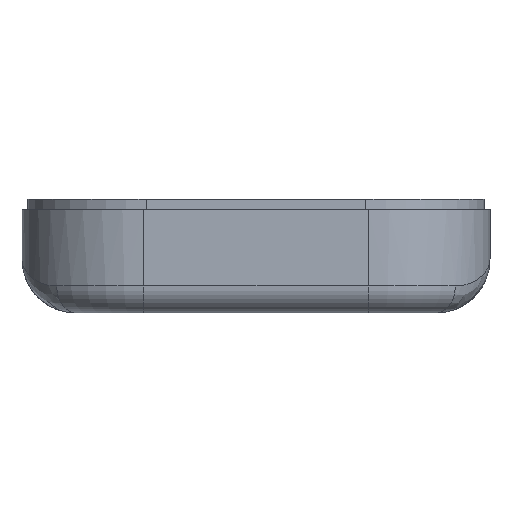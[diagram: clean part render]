
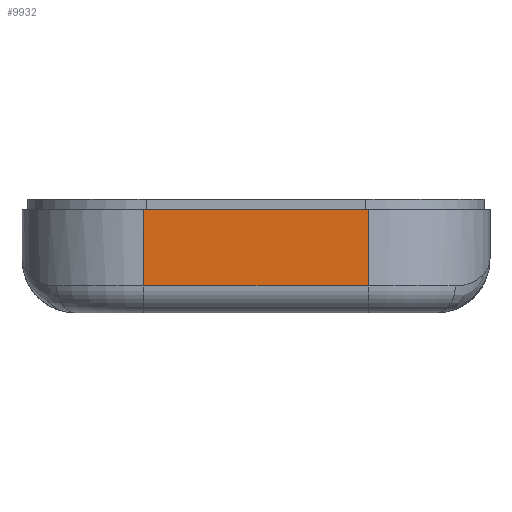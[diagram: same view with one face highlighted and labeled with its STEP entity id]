
A CAD part, left-side view. The second image highlights one B-rep face of the part: STEP entity #9932.
In plain terms, the highlighted planar face has unit normal (-1, 0, 0).
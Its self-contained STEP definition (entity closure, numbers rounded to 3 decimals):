
#621=PLANE('',#10920);
#1140=FACE_OUTER_BOUND('',#1733,.T.);
#1733=EDGE_LOOP('',(#9186,#9187,#9188,#9189));
#2886=LINE('',#18145,#3669);
#3018=LINE('',#20460,#3801);
#3019=LINE('',#20639,#3802);
#3020=LINE('',#20641,#3803);
#3669=VECTOR('',#13169,10.);
#3801=VECTOR('',#13655,10.);
#3802=VECTOR('',#13672,10.);
#3803=VECTOR('',#13675,10.);
#4643=VERTEX_POINT('',#18142);
#4644=VERTEX_POINT('',#18144);
#4773=VERTEX_POINT('',#20457);
#4774=VERTEX_POINT('',#20459);
#5999=EDGE_CURVE('',#4644,#4643,#2886,.T.);
#6245=EDGE_CURVE('',#4773,#4774,#3018,.T.);
#6253=EDGE_CURVE('',#4643,#4774,#3019,.T.);
#6254=EDGE_CURVE('',#4644,#4773,#3020,.T.);
#9186=ORIENTED_EDGE('',*,*,#5999,.T.);
#9187=ORIENTED_EDGE('',*,*,#6253,.T.);
#9188=ORIENTED_EDGE('',*,*,#6245,.F.);
#9189=ORIENTED_EDGE('',*,*,#6254,.F.);
#9932=ADVANCED_FACE('',(#1140),#621,.T.);
#10920=AXIS2_PLACEMENT_3D('',#20640,#13673,#13674);
#13169=DIRECTION('',(0.,1.,0.));
#13655=DIRECTION('',(0.,1.,0.));
#13672=DIRECTION('',(0.,0.,-1.));
#13673=DIRECTION('center_axis',(-1.,0.,0.));
#13674=DIRECTION('ref_axis',(0.,1.,0.));
#13675=DIRECTION('',(0.,0.,-1.));
#18142=CARTESIAN_POINT('',(-121.26,-73.786,20.06));
#18144=CARTESIAN_POINT('',(-121.26,-115.436,20.06));
#18145=CARTESIAN_POINT('',(-121.26,-105.023,20.06));
#20457=CARTESIAN_POINT('',(-121.26,-115.436,5.971));
#20459=CARTESIAN_POINT('',(-121.26,-73.786,5.971));
#20460=CARTESIAN_POINT('',(-121.26,-105.218,5.971));
#20639=CARTESIAN_POINT('',(-121.26,-73.786,22.56));
#20640=CARTESIAN_POINT('Origin',(-121.26,-115.436,22.56));
#20641=CARTESIAN_POINT('',(-121.26,-115.436,22.56));
